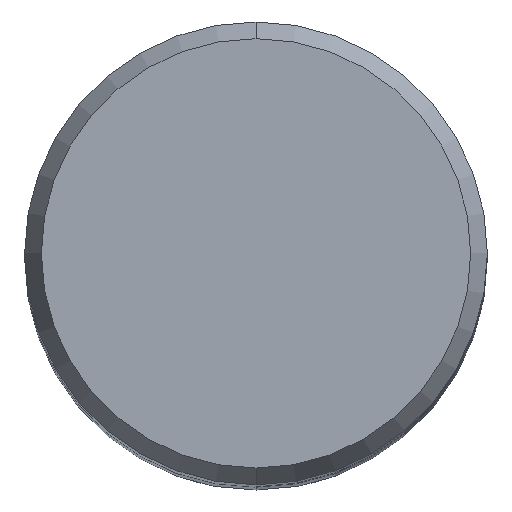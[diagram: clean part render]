
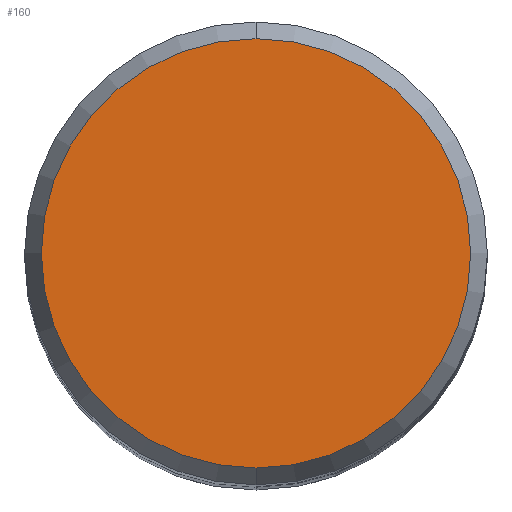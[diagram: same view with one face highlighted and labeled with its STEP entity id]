
A CAD part, top view. The second image highlights one B-rep face of the part: STEP entity #160.
In plain terms, the highlighted planar face has unit normal (0, 0, 1).
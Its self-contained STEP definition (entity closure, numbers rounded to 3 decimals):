
#104=VERTEX_POINT('',#232);
#106=EDGE_CURVE('',#110,#104,#234,.T.);
#110=VERTEX_POINT('',#238);
#160=ADVANCED_FACE('',(#296),#297,.T.);
#170=EDGE_CURVE('',#104,#110,#307,.T.);
#232=CARTESIAN_POINT('',(0.,-8.837,0.01));
#234=CIRCLE('',#370,8.837);
#238=CARTESIAN_POINT('',(0.0,8.837,0.01));
#296=FACE_OUTER_BOUND('',#447,.T.);
#297=PLANE('',#448);
#307=CIRCLE('',#461,8.837);
#370=AXIS2_PLACEMENT_3D('',#525,#526,#527);
#447=EDGE_LOOP('',(#606,#607));
#448=AXIS2_PLACEMENT_3D('',#608,#609,#610);
#461=AXIS2_PLACEMENT_3D('',#612,#613,#614);
#525=CARTESIAN_POINT('',(0.0,0.0,0.01));
#526=DIRECTION('',(0.0,0.0,-1.0));
#527=DIRECTION('',(0.0,1.0,0.0));
#606=ORIENTED_EDGE('',*,*,#106,.F.);
#607=ORIENTED_EDGE('',*,*,#170,.F.);
#608=CARTESIAN_POINT('',(0.0,4.419,0.01));
#609=DIRECTION('',(-0.0,0.0,1.0));
#610=DIRECTION('',(0.0,-1.0,0.0));
#612=CARTESIAN_POINT('',(0.0,0.0,0.01));
#613=DIRECTION('',(0.0,0.0,-1.0));
#614=DIRECTION('',(0.0,1.0,0.0));
